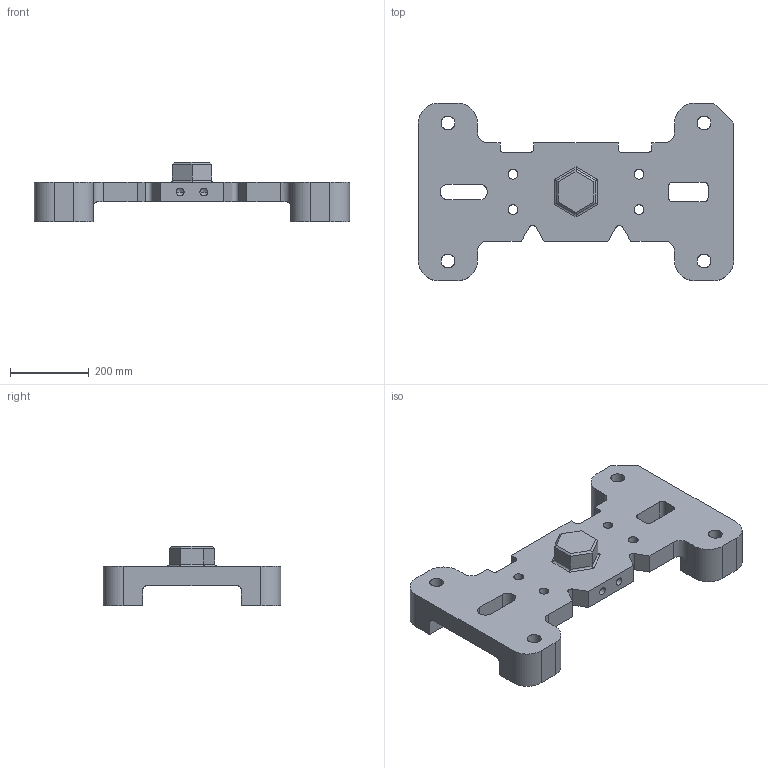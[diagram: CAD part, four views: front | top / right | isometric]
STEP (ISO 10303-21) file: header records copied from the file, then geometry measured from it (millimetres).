
FILE_DESCRIPTION((' '),'2;1');
FILE_NAME( 'nist_ctc_01_asme1_cr2040_rd.prt.stp', '2015-02-20T15:14:05', (' '), ('--- Datakit www.datakit.com---'), ' Datakit CrossCadWare V2015.1 Feb 20 2015', 'DATAKIT 2015 (c)', ' ');
FILE_SCHEMA(('AP242_MANAGED_MODEL_BASED_3D_ENGINEERING_MIM_LF { 1 0 10303 442 1 1 4 }'));
Length unit declared in the file: millimetre
Products named in the file (1): NIST_CTC_01_ASME1_CR2040_RD
Bounding box: 800 x 450 x 150 mm (x, y, z)
Volume: 14642815.5 mm3; surface area: 807968.4 mm2
Topology: 1 solids, 1 shells, 151 faces, 515 edges, 391 vertices
Faces by surface type: plane 80, cylinder 67, cone 4
Entity records: 6990 total; most frequent: CARTESIAN_POINT 2737, ORIENTED_EDGE 828, DIRECTION 479, B_SPLINE_CURVE_WITH_KNOTS 414, EDGE_CURVE 414, VERTEX_POINT 270, AXIS2_PLACEMENT_3D 202, EDGE_LOOP 176
